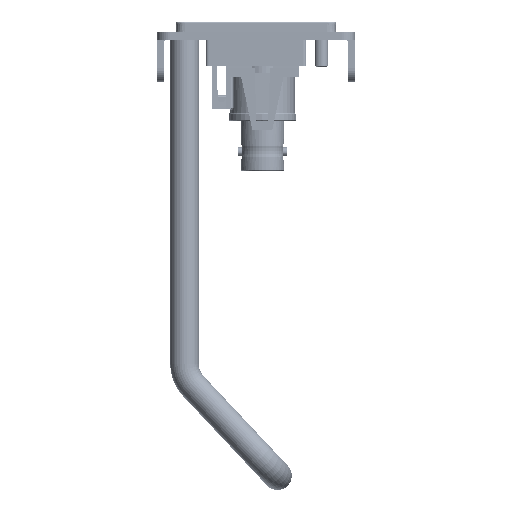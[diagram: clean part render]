
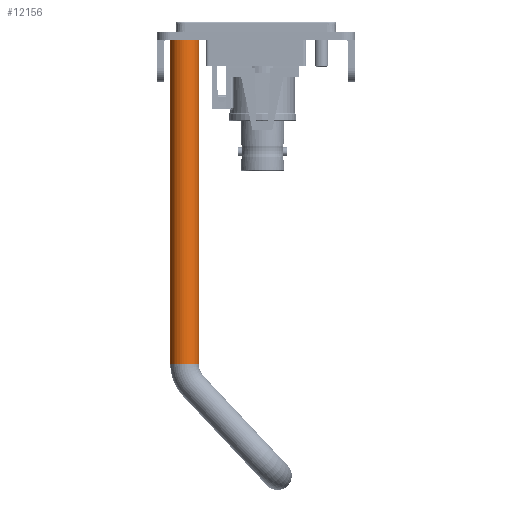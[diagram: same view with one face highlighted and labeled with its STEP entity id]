
A CAD part, left-side view. The second image highlights one B-rep face of the part: STEP entity #12156.
In plain terms, the highlighted cylindrical face has radius 3.175 mm (diameter 6.35 mm), a full revolution.
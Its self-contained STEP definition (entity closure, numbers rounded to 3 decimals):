
#1511=CYLINDRICAL_SURFACE('',#12859,3.175);
#1657=FACE_OUTER_BOUND('',#2273,.T.);
#2273=EDGE_LOOP('',(#8607,#8608,#8609,#8610,#8611));
#3056=LINE('',#17451,#4153);
#4153=VECTOR('',#14042,3.175);
#5250=CIRCLE('',#12860,3.175);
#5251=CIRCLE('',#12861,3.175);
#5252=CIRCLE('',#12862,3.175);
#5690=VERTEX_POINT('',#17448);
#5691=VERTEX_POINT('',#17450);
#5692=VERTEX_POINT('',#17452);
#6841=EDGE_CURVE('',#5690,#5690,#5250,.T.);
#6842=EDGE_CURVE('',#5690,#5691,#3056,.T.);
#6843=EDGE_CURVE('',#5691,#5692,#5251,.T.);
#6844=EDGE_CURVE('',#5692,#5691,#5252,.T.);
#8607=ORIENTED_EDGE('',*,*,#6841,.F.);
#8608=ORIENTED_EDGE('',*,*,#6842,.T.);
#8609=ORIENTED_EDGE('',*,*,#6843,.T.);
#8610=ORIENTED_EDGE('',*,*,#6844,.T.);
#8611=ORIENTED_EDGE('',*,*,#6842,.F.);
#12156=ADVANCED_FACE('',(#1657),#1511,.T.);
#12859=AXIS2_PLACEMENT_3D('',#17447,#14038,#14039);
#12860=AXIS2_PLACEMENT_3D('',#17449,#14040,#14041);
#12861=AXIS2_PLACEMENT_3D('',#17453,#14043,#14044);
#12862=AXIS2_PLACEMENT_3D('',#17454,#14045,#14046);
#14038=DIRECTION('center_axis',(0.,0.,
-1.));
#14039=DIRECTION('ref_axis',(1.,0.,0.));
#14040=DIRECTION('center_axis',(0.,0.,
-1.));
#14041=DIRECTION('ref_axis',(1.,0.,0.));
#14042=DIRECTION('',(0.,0.,1.));
#14043=DIRECTION('center_axis',(0.,0.,
-1.));
#14044=DIRECTION('ref_axis',(1.,0.,0.));
#14045=DIRECTION('center_axis',(0.,0.,
-1.));
#14046=DIRECTION('ref_axis',(1.,0.,0.));
#17447=CARTESIAN_POINT('Origin',(-423.,0.,72.));
#17448=CARTESIAN_POINT('',(-426.175,0.,0.));
#17449=CARTESIAN_POINT('Origin',(-423.,0.,0.));
#17450=CARTESIAN_POINT('',(-426.175,0.,72.));
#17451=CARTESIAN_POINT('',(-426.175,0.,72.));
#17452=CARTESIAN_POINT('',(-423.,3.175,72.));
#17453=CARTESIAN_POINT('Origin',(-423.,0.,72.));
#17454=CARTESIAN_POINT('Origin',(-423.,0.,72.));
